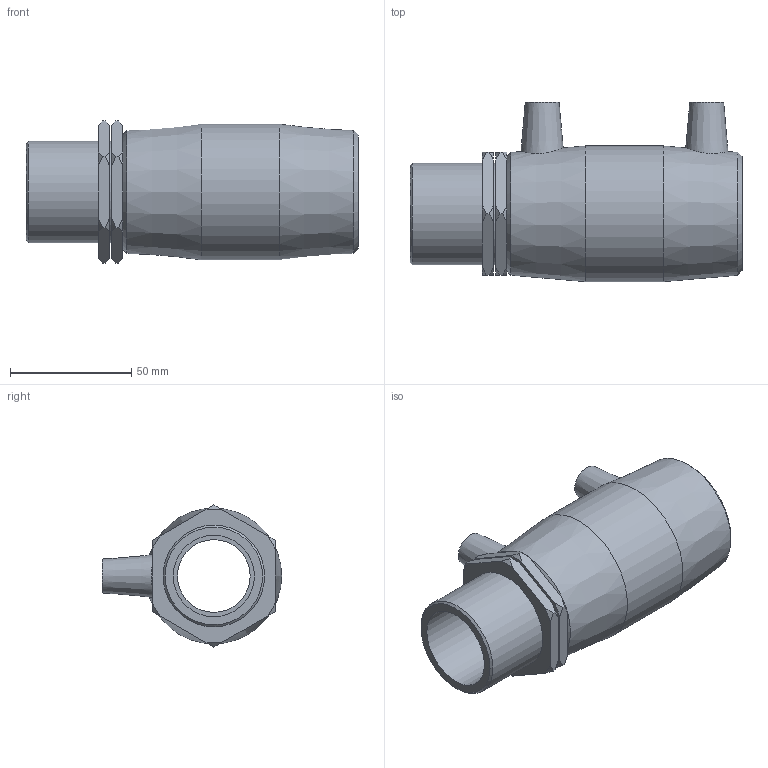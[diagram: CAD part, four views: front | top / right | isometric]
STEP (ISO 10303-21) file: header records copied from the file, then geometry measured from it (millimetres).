
FILE_DESCRIPTION(/* description */ ('PLASSON PE MALE TRANSITION COUPLER 40-1.1/4"'),/* implementation_level */ '2;1');
FILE_NAME(/* name */ '497104040013.ipt.stp',/* time_stamp */ '2017-11-06T09:20:35+02:00',/* author */ ('KIM'),/* organization */ (''),/* preprocessor_version */ 'ST-DEVELOPER v15.6',/* originating_system */ 'Autodesk Inventor 2015',/* authorisation */ '');
FILE_SCHEMA (('AUTOMOTIVE_DESIGN { 1 0 10303 214 3 1 1 }'));
Length unit declared in the file: millimetre
Products named in the file (1): 497104040013
Bounding box: 137 x 74 x 58.67 mm (x, y, z)
Volume: 161615 mm3; surface area: 47792.2 mm2
Topology: 1 solids, 2 shells, 75 faces, 175 edges, 115 vertices
Faces by surface type: cone 33, plane 29, cylinder 13
Full cylindrical faces by diameter (mm): 4 x2, 10 x2, 30 x1, 33.528 x1, 40 x4, 41.91 x2, 56 x1
Entity records: 2018 total; most frequent: CARTESIAN_POINT 492, DIRECTION 306, ORIENTED_EDGE 290, EDGE_CURVE 145, AXIS2_PLACEMENT_3D 135, EDGE_LOOP 114, VERTEX_POINT 109, FACE_OUTER_BOUND 75
